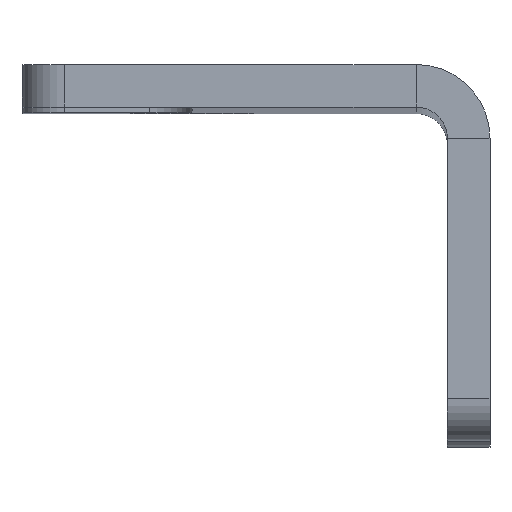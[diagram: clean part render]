
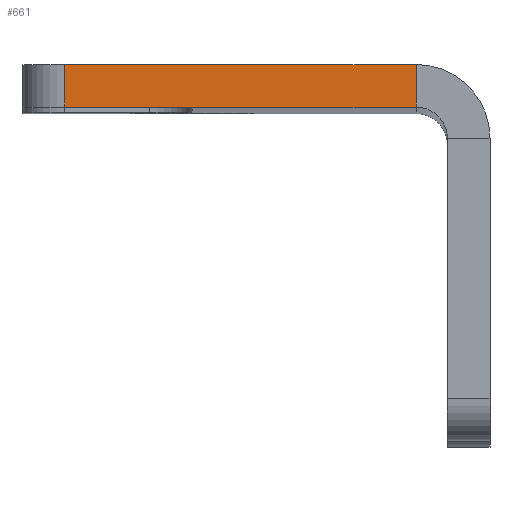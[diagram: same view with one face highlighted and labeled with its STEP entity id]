
A CAD part, top view. The second image highlights one B-rep face of the part: STEP entity #661.
In plain terms, the highlighted planar face has unit normal (0, 0, 1).
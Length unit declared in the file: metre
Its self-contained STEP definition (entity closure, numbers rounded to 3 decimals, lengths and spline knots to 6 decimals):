
#78=ORIENTED_EDGE('',*,*,#270,.T.);
#79=ORIENTED_EDGE('',*,*,#271,.T.);
#80=ORIENTED_EDGE('',*,*,#272,.F.);
#81=ORIENTED_EDGE('',*,*,#273,.T.);
#270=EDGE_CURVE('',#366,#367,#430,.T.);
#271=EDGE_CURVE('',#367,#368,#431,.F.);
#272=EDGE_CURVE('',#369,#368,#432,.F.);
#273=EDGE_CURVE('',#369,#366,#433,.T.);
#366=VERTEX_POINT('',#1023);
#367=VERTEX_POINT('',#1024);
#368=VERTEX_POINT('',#1026);
#369=VERTEX_POINT('',#1028);
#430=LINE('',#1022,#490);
#431=LINE('',#1025,#491);
#432=LINE('',#1027,#492);
#433=LINE('',#1029,#493);
#490=VECTOR('',#805,1.);
#491=VECTOR('',#806,1.);
#492=VECTOR('',#807,1.);
#493=VECTOR('',#808,1.);
#541=EDGE_LOOP('',(#78,#79,#80,#81));
#591=FACE_BOUND('',#541,.T.);
#641=PLANE('',#712);
#661=ADVANCED_FACE('',(#591),#641,.F.);
#712=AXIS2_PLACEMENT_3D('',#1021,#803,#804);
#803=DIRECTION('',(0.,0.,-1.));
#804=DIRECTION('',(-1.,0.,0.));
#805=DIRECTION('',(-1.,0.,0.));
#806=DIRECTION('',(0.,1.,0.));
#807=DIRECTION('',(1.,0.,0.));
#808=DIRECTION('',(0.,1.,0.));
#1021=CARTESIAN_POINT('',(0.004172,0.004425,0.088));
#1022=CARTESIAN_POINT('',(0.004172,0.004425,0.088));
#1023=CARTESIAN_POINT('',(0.003763,0.004425,0.088));
#1024=CARTESIAN_POINT('',(-0.0045,0.004425,0.088));
#1025=CARTESIAN_POINT('',(-0.0045,0.004425,0.088));
#1026=CARTESIAN_POINT('',(-0.0045,0.003425,0.088));
#1027=CARTESIAN_POINT('',(0.004172,0.003425,0.088));
#1028=CARTESIAN_POINT('',(0.003763,0.003425,0.088));
#1029=CARTESIAN_POINT('',(0.003763,0.004425,0.088));
